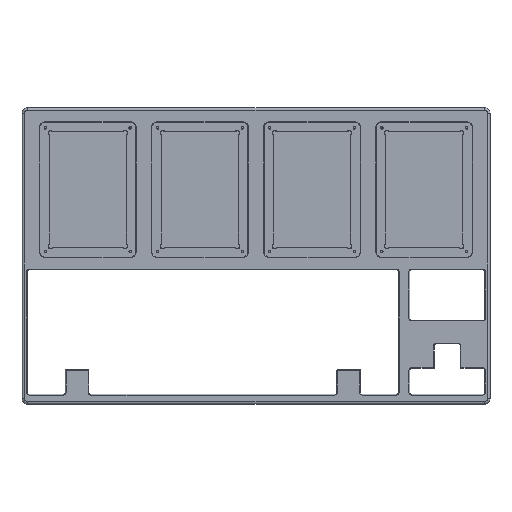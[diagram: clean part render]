
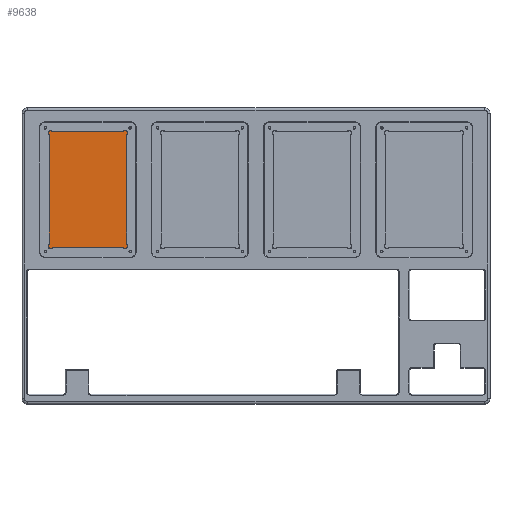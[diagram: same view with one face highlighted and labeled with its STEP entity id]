
A CAD part, top view. The second image highlights one B-rep face of the part: STEP entity #9638.
In plain terms, the highlighted planar face has unit normal (0, 0, 1).
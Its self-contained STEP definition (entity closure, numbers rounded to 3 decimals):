
#388=CIRCLE('',#9957,0.55);
#389=CIRCLE('',#9959,1.7);
#390=CIRCLE('',#9961,0.55);
#391=CIRCLE('',#9964,0.55);
#392=CIRCLE('',#9966,1.7);
#393=CIRCLE('',#9968,0.55);
#738=CIRCLE('',#10681,0.55);
#739=CIRCLE('',#10683,1.7);
#740=CIRCLE('',#10685,0.55);
#741=CIRCLE('',#10688,0.55);
#742=CIRCLE('',#10690,1.7);
#743=CIRCLE('',#10692,0.55);
#1493=FACE_OUTER_BOUND('',#2135,.T.);
#2135=EDGE_LOOP('',(#8512,#8513,#8514,#8515,#8516,#8517,#8518,#8519,#8520,
#8521,#8522,#8523,#8524,#8525,#8526,#8527));
#2363=LINE('',#14577,#3203);
#2368=LINE('',#14593,#3208);
#2961=LINE('',#16465,#3801);
#2965=LINE('',#16479,#3805);
#3203=VECTOR('',#11490,10.);
#3208=VECTOR('',#11509,10.);
#3801=VECTOR('',#13536,10.);
#3805=VECTOR('',#13554,10.);
#4088=VERTEX_POINT('',#14561);
#4089=VERTEX_POINT('',#14563);
#4090=VERTEX_POINT('',#14567);
#4091=VERTEX_POINT('',#14571);
#4092=VERTEX_POINT('',#14575);
#4093=VERTEX_POINT('',#14579);
#4094=VERTEX_POINT('',#14583);
#4095=VERTEX_POINT('',#14587);
#4096=VERTEX_POINT('',#14591);
#4655=VERTEX_POINT('',#16451);
#4656=VERTEX_POINT('',#16453);
#4657=VERTEX_POINT('',#16457);
#4658=VERTEX_POINT('',#16461);
#4659=VERTEX_POINT('',#16467);
#4660=VERTEX_POINT('',#16471);
#4661=VERTEX_POINT('',#16475);
#5005=EDGE_CURVE('',#4088,#4089,#388,.F.);
#5008=EDGE_CURVE('',#4090,#4088,#389,.T.);
#5010=EDGE_CURVE('',#4091,#4090,#390,.F.);
#5012=EDGE_CURVE('',#4092,#4091,#2363,.T.);
#5014=EDGE_CURVE('',#4093,#4092,#391,.F.);
#5016=EDGE_CURVE('',#4094,#4093,#392,.T.);
#5018=EDGE_CURVE('',#4095,#4094,#393,.F.);
#5020=EDGE_CURVE('',#4096,#4095,#2368,.T.);
#5954=EDGE_CURVE('',#4655,#4656,#738,.F.);
#5957=EDGE_CURVE('',#4657,#4655,#739,.T.);
#5959=EDGE_CURVE('',#4658,#4657,#740,.F.);
#5960=EDGE_CURVE('',#4089,#4658,#2961,.T.);
#5962=EDGE_CURVE('',#4659,#4096,#741,.F.);
#5964=EDGE_CURVE('',#4660,#4659,#742,.T.);
#5966=EDGE_CURVE('',#4661,#4660,#743,.F.);
#5967=EDGE_CURVE('',#4656,#4661,#2965,.T.);
#8512=ORIENTED_EDGE('',*,*,#5008,.F.);
#8513=ORIENTED_EDGE('',*,*,#5010,.F.);
#8514=ORIENTED_EDGE('',*,*,#5012,.F.);
#8515=ORIENTED_EDGE('',*,*,#5014,.F.);
#8516=ORIENTED_EDGE('',*,*,#5016,.F.);
#8517=ORIENTED_EDGE('',*,*,#5018,.F.);
#8518=ORIENTED_EDGE('',*,*,#5020,.F.);
#8519=ORIENTED_EDGE('',*,*,#5962,.F.);
#8520=ORIENTED_EDGE('',*,*,#5964,.F.);
#8521=ORIENTED_EDGE('',*,*,#5966,.F.);
#8522=ORIENTED_EDGE('',*,*,#5967,.F.);
#8523=ORIENTED_EDGE('',*,*,#5954,.F.);
#8524=ORIENTED_EDGE('',*,*,#5957,.F.);
#8525=ORIENTED_EDGE('',*,*,#5959,.F.);
#8526=ORIENTED_EDGE('',*,*,#5960,.F.);
#8527=ORIENTED_EDGE('',*,*,#5005,.F.);
#9070=PLANE('',#10756);
#9638=ADVANCED_FACE('',(#1493),#9070,.T.);
#9957=AXIS2_PLACEMENT_3D('',#14564,#11474,#11475);
#9959=AXIS2_PLACEMENT_3D('',#14569,#11480,#11481);
#9961=AXIS2_PLACEMENT_3D('',#14573,#11485,#11486);
#9964=AXIS2_PLACEMENT_3D('',#14581,#11494,#11495);
#9966=AXIS2_PLACEMENT_3D('',#14585,#11499,#11500);
#9968=AXIS2_PLACEMENT_3D('',#14589,#11504,#11505);
#10681=AXIS2_PLACEMENT_3D('',#16454,#13521,#13522);
#10683=AXIS2_PLACEMENT_3D('',#16459,#13527,#13528);
#10685=AXIS2_PLACEMENT_3D('',#16463,#13532,#13533);
#10688=AXIS2_PLACEMENT_3D('',#16469,#13540,#13541);
#10690=AXIS2_PLACEMENT_3D('',#16473,#13545,#13546);
#10692=AXIS2_PLACEMENT_3D('',#16477,#13550,#13551);
#10756=AXIS2_PLACEMENT_3D('',#16590,#13713,#13714);
#11474=DIRECTION('center_axis',(0.,0.,-1.));
#11475=DIRECTION('ref_axis',(0.433,0.901,0.));
#11480=DIRECTION('center_axis',(0.,0.,-1.));
#11481=DIRECTION('ref_axis',(-1.,0.,0.));
#11485=DIRECTION('center_axis',(0.,0.,-1.));
#11486=DIRECTION('ref_axis',(-0.901,-0.433,0.));
#11490=DIRECTION('',(0.,-1.,0.));
#11494=DIRECTION('center_axis',(0.,0.,-1.));
#11495=DIRECTION('ref_axis',(-0.901,0.433,0.));
#11499=DIRECTION('center_axis',(0.,0.,-1.));
#11500=DIRECTION('ref_axis',(-1.,0.,0.));
#11504=DIRECTION('center_axis',(0.,0.,-1.));
#11505=DIRECTION('ref_axis',(0.433,-0.901,0.));
#11509=DIRECTION('',(1.,0.,0.));
#13521=DIRECTION('center_axis',(0.,0.,-1.));
#13522=DIRECTION('ref_axis',(0.901,-0.433,0.));
#13527=DIRECTION('center_axis',(0.,0.,-1.));
#13528=DIRECTION('ref_axis',(-1.,0.,0.));
#13532=DIRECTION('center_axis',(0.,0.,-1.));
#13533=DIRECTION('ref_axis',(-0.433,0.901,0.));
#13536=DIRECTION('',(-1.,0.,0.));
#13540=DIRECTION('center_axis',(0.,0.,-1.));
#13541=DIRECTION('ref_axis',(-0.433,-0.901,0.));
#13545=DIRECTION('center_axis',(0.,0.,-1.));
#13546=DIRECTION('ref_axis',(-1.,0.,0.));
#13550=DIRECTION('center_axis',(0.,0.,-1.));
#13551=DIRECTION('ref_axis',(0.901,0.433,0.));
#13554=DIRECTION('',(0.,1.,0.));
#13713=DIRECTION('center_axis',(0.,0.,1.));
#13714=DIRECTION('ref_axis',(1.,0.,0.));
#14561=CARTESIAN_POINT('',(73.846,17.494,7.75));
#14563=CARTESIAN_POINT('',(73.417,17.7,7.75));
#14564=CARTESIAN_POINT('Origin',(73.417,17.15,7.75));
#14567=CARTESIAN_POINT('',(76.236,19.884,7.75));
#14569=CARTESIAN_POINT('Origin',(75.173,18.557,7.75));
#14571=CARTESIAN_POINT('',(76.03,20.313,7.75));
#14573=CARTESIAN_POINT('Origin',(76.58,20.313,7.75));
#14575=CARTESIAN_POINT('',(76.03,104.387,7.75));
#14577=CARTESIAN_POINT('',(76.03,83.557,7.75));
#14579=CARTESIAN_POINT('',(76.236,104.816,7.75));
#14581=CARTESIAN_POINT('Origin',(76.58,104.387,7.75));
#14583=CARTESIAN_POINT('',(73.846,107.206,7.75));
#14585=CARTESIAN_POINT('Origin',(75.173,106.143,7.75));
#14587=CARTESIAN_POINT('',(73.417,107.,7.75));
#14589=CARTESIAN_POINT('Origin',(73.417,107.55,7.75));
#14591=CARTESIAN_POINT('',(19.343,107.,7.75));
#14593=CARTESIAN_POINT('',(97.589,107.,7.75));
#16451=CARTESIAN_POINT('',(16.524,19.884,7.75));
#16453=CARTESIAN_POINT('',(16.73,20.313,7.75));
#16454=CARTESIAN_POINT('Origin',(16.18,20.313,7.75));
#16457=CARTESIAN_POINT('',(18.914,17.494,7.75));
#16459=CARTESIAN_POINT('Origin',(17.587,18.557,7.75));
#16461=CARTESIAN_POINT('',(19.343,17.7,7.75));
#16463=CARTESIAN_POINT('Origin',(19.343,17.15,7.75));
#16465=CARTESIAN_POINT('',(125.003,17.7,7.75));
#16467=CARTESIAN_POINT('',(18.914,107.206,7.75));
#16469=CARTESIAN_POINT('Origin',(19.343,107.55,7.75));
#16471=CARTESIAN_POINT('',(16.524,104.816,7.75));
#16473=CARTESIAN_POINT('Origin',(17.587,106.143,7.75));
#16475=CARTESIAN_POINT('',(16.73,104.387,7.75));
#16477=CARTESIAN_POINT('Origin',(16.18,104.387,7.75));
#16479=CARTESIAN_POINT('',(16.73,41.143,7.75));
#16590=CARTESIAN_POINT('Origin',(176.213,62.35,7.75));
